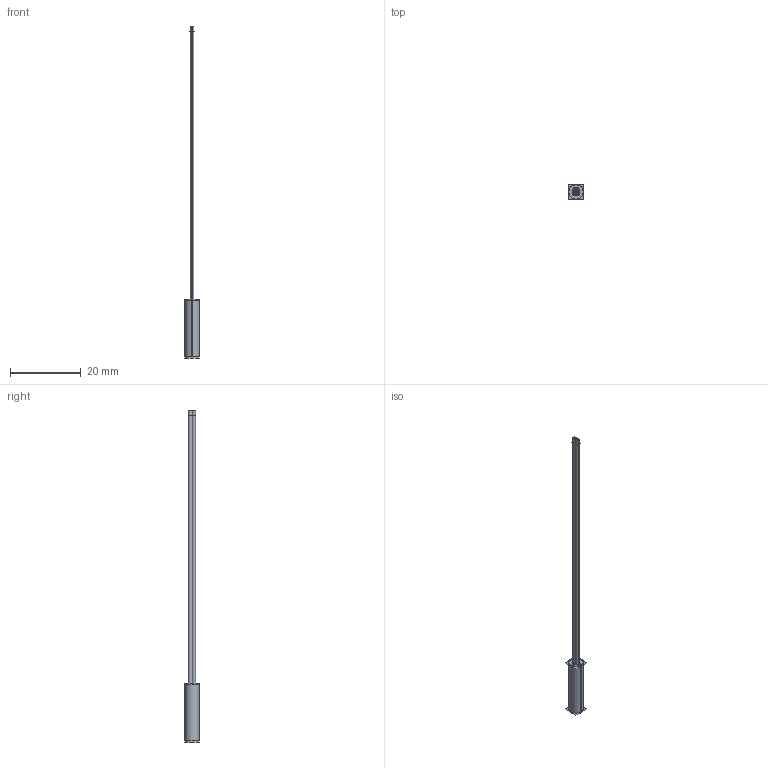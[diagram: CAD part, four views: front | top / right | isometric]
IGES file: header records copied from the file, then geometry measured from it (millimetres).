
Start section:  PTC IGES file: 188698.igs
Global section: file name: 188698.igs; native system: Creo Parametric by Parametric Technology Corporation; preprocessor: 2013230; author: pdmadmin; organization: Unknown; date: 20160112.150702; units: millimetre
Bounding box: 4.23 x 4.23 x 94.05 mm (x, y, z)
Volume: 291.5 mm3; surface area: 5324.6 mm2
Topology: 6 solids, 6 shells, 78 faces, 360 edges, 462 vertices
Faces by surface type: revolution 54, bspline 24
